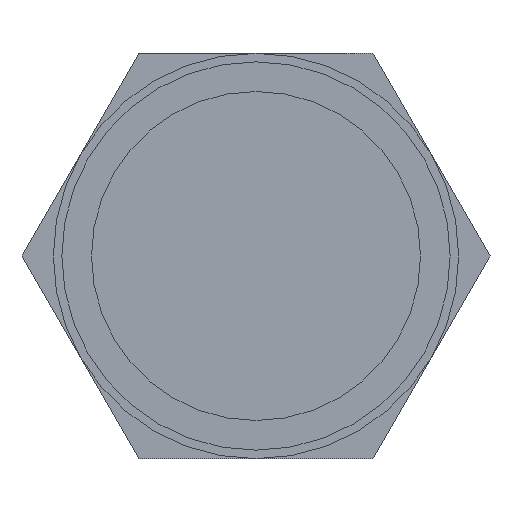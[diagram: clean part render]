
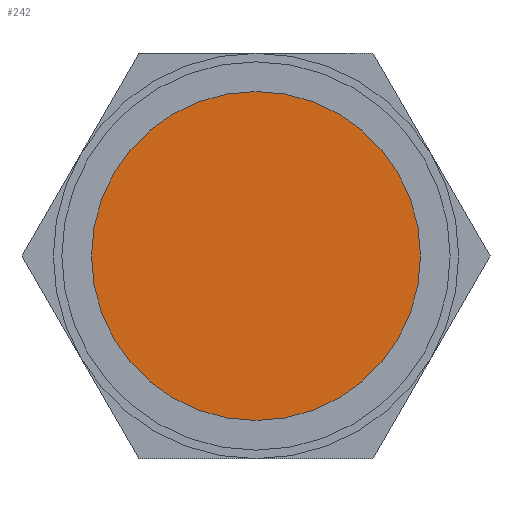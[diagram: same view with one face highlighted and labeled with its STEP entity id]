
A CAD part, left-side view. The second image highlights one B-rep face of the part: STEP entity #242.
In plain terms, the highlighted planar face has unit normal (-1, 0, 0).
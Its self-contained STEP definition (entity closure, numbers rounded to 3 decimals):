
#48=PLANE($,#271);
#78=FACE_OUTER_BOUND($,#98,.T.);
#98=EDGE_LOOP($,(#188));
#119=CIRCLE($,#264,37.75);
#129=VERTEX_POINT($,#367);
#151=EDGE_CURVE($,#129,#129,#119,.T.);
#188=ORIENTED_EDGE($,*,*,#151,.T.);
#242=ADVANCED_FACE($,(#78),#48,.F.);
#264=AXIS2_PLACEMENT_3D($,#368,#299,#300);
#271=AXIS2_PLACEMENT_3D($,#410,#313,#314);
#299=DIRECTION('center_axis',(-1.,0.,0.));
#300=DIRECTION('ref_axis',(0.,-1.,0.));
#313=DIRECTION('center_axis',(1.,0.,0.));
#314=DIRECTION('ref_axis',(0.,0.,-1.));
#367=CARTESIAN_POINT('',(49.153,37.75,0.));
#368=CARTESIAN_POINT('Origin',(49.153,0.,0.));
#410=CARTESIAN_POINT('Origin',(49.153,0.,0.));
